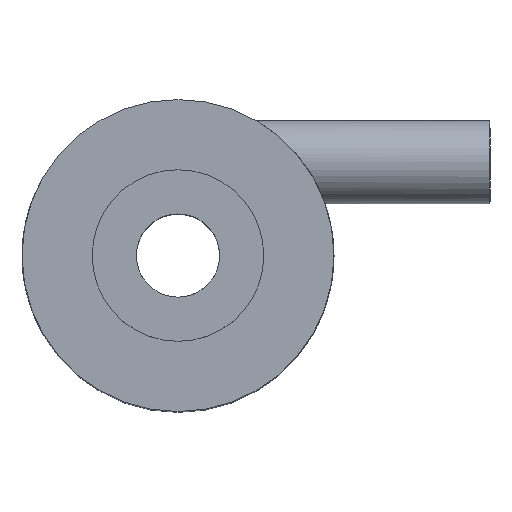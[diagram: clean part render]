
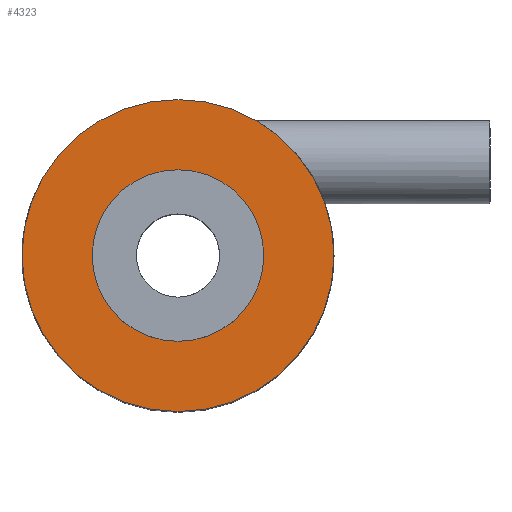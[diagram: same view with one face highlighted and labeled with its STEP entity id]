
A CAD part, top view. The second image highlights one B-rep face of the part: STEP entity #4323.
In plain terms, the highlighted planar face has unit normal (0, 0, 1).
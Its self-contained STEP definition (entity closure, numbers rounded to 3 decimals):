
#1803 = CYLINDRICAL_SURFACE('',#1804,15.);
#1804 = AXIS2_PLACEMENT_3D('',#1805,#1806,#1807);
#1805 = CARTESIAN_POINT('',(0.,0.,-25.));
#1806 = DIRECTION('',(0.,0.,1.));
#1807 = DIRECTION('',(0.,1.,0.));
#1875 = VERTEX_POINT('',#1876);
#1876 = CARTESIAN_POINT('',(0.,15.,23.));
#1899 = EDGE_CURVE('',#1875,#1875,#1900,.T.);
#1900 = SURFACE_CURVE('',#1901,(#1906,#1913),.PCURVE_S1.);
#1901 = CIRCLE('',#1902,15.);
#1902 = AXIS2_PLACEMENT_3D('',#1903,#1904,#1905);
#1903 = CARTESIAN_POINT('',(0.,0.,23.));
#1904 = DIRECTION('',(0.,0.,-1.));
#1905 = DIRECTION('',(0.,1.,0.));
#1906 = PCURVE('',#1803,#1907);
#1907 = DEFINITIONAL_REPRESENTATION('',(#1908),#1912);
#1908 = LINE('',#1909,#1910);
#1909 = CARTESIAN_POINT('',(-0.,48.));
#1910 = VECTOR('',#1911,1.);
#1911 = DIRECTION('',(-1.,0.));
#1912 = ( GEOMETRIC_REPRESENTATION_CONTEXT(2) 
PARAMETRIC_REPRESENTATION_CONTEXT() REPRESENTATION_CONTEXT('2D SPACE',''
  ) );
#1913 = PCURVE('',#1914,#1919);
#1914 = PLANE('',#1915);
#1915 = AXIS2_PLACEMENT_3D('',#1916,#1917,#1918);
#1916 = CARTESIAN_POINT('',(0.,0.,23.));
#1917 = DIRECTION('',(0.,0.,1.));
#1918 = DIRECTION('',(0.,-1.,0.));
#1919 = DEFINITIONAL_REPRESENTATION('',(#1920),#1928);
#1920 = ( BOUNDED_CURVE() B_SPLINE_CURVE(2,(#1921,#1922,#1923,#1924,
#1925,#1926,#1927),.UNSPECIFIED.,.T.,.F.) B_SPLINE_CURVE_WITH_KNOTS((1,2
    ,2,2,2,1),(-2.094,0.,2.094,4.189,
6.283,8.378),.UNSPECIFIED.) CURVE() 
GEOMETRIC_REPRESENTATION_ITEM() RATIONAL_B_SPLINE_CURVE((1.,0.5,1.,0.5,
1.,0.5,1.)) REPRESENTATION_ITEM('') );
#1921 = CARTESIAN_POINT('',(-15.,0.));
#1922 = CARTESIAN_POINT('',(-15.,25.981));
#1923 = CARTESIAN_POINT('',(7.5,12.99));
#1924 = CARTESIAN_POINT('',(30.,0.));
#1925 = CARTESIAN_POINT('',(7.5,-12.99));
#1926 = CARTESIAN_POINT('',(-15.,-25.981));
#1927 = CARTESIAN_POINT('',(-15.,0.));
#1928 = ( GEOMETRIC_REPRESENTATION_CONTEXT(2) 
PARAMETRIC_REPRESENTATION_CONTEXT() REPRESENTATION_CONTEXT('2D SPACE',''
  ) );
#4323 = ADVANCED_FACE('',(#4324,#4327),#1914,.T.);
#4324 = FACE_BOUND('',#4325,.F.);
#4325 = EDGE_LOOP('',(#4326));
#4326 = ORIENTED_EDGE('',*,*,#1899,.T.);
#4327 = FACE_BOUND('',#4328,.F.);
#4328 = EDGE_LOOP('',(#4329));
#4329 = ORIENTED_EDGE('',*,*,#4330,.F.);
#4330 = EDGE_CURVE('',#4331,#4331,#4333,.T.);
#4331 = VERTEX_POINT('',#4332);
#4332 = CARTESIAN_POINT('',(0.,8.25,23.));
#4333 = SURFACE_CURVE('',#4334,(#4339,#4350),.PCURVE_S1.);
#4334 = CIRCLE('',#4335,8.25);
#4335 = AXIS2_PLACEMENT_3D('',#4336,#4337,#4338);
#4336 = CARTESIAN_POINT('',(0.,0.,23.));
#4337 = DIRECTION('',(0.,0.,-1.));
#4338 = DIRECTION('',(0.,1.,0.));
#4339 = PCURVE('',#1914,#4340);
#4340 = DEFINITIONAL_REPRESENTATION('',(#4341),#4349);
#4341 = ( BOUNDED_CURVE() B_SPLINE_CURVE(2,(#4342,#4343,#4344,#4345,
#4346,#4347,#4348),.UNSPECIFIED.,.T.,.F.) B_SPLINE_CURVE_WITH_KNOTS((1,2
    ,2,2,2,1),(-2.094,0.,2.094,4.189,
6.283,8.378),.UNSPECIFIED.) CURVE() 
GEOMETRIC_REPRESENTATION_ITEM() RATIONAL_B_SPLINE_CURVE((1.,0.5,1.,0.5,
1.,0.5,1.)) REPRESENTATION_ITEM('') );
#4342 = CARTESIAN_POINT('',(-8.25,0.));
#4343 = CARTESIAN_POINT('',(-8.25,14.289));
#4344 = CARTESIAN_POINT('',(4.125,7.145));
#4345 = CARTESIAN_POINT('',(16.5,0.));
#4346 = CARTESIAN_POINT('',(4.125,-7.145));
#4347 = CARTESIAN_POINT('',(-8.25,-14.289));
#4348 = CARTESIAN_POINT('',(-8.25,0.));
#4349 = ( GEOMETRIC_REPRESENTATION_CONTEXT(2) 
PARAMETRIC_REPRESENTATION_CONTEXT() REPRESENTATION_CONTEXT('2D SPACE',''
  ) );
#4350 = PCURVE('',#4351,#4356);
#4351 = CYLINDRICAL_SURFACE('',#4352,8.25);
#4352 = AXIS2_PLACEMENT_3D('',#4353,#4354,#4355);
#4353 = CARTESIAN_POINT('',(0.,0.,23.));
#4354 = DIRECTION('',(0.,0.,1.));
#4355 = DIRECTION('',(0.,1.,0.));
#4356 = DEFINITIONAL_REPRESENTATION('',(#4357),#4361);
#4357 = LINE('',#4358,#4359);
#4358 = CARTESIAN_POINT('',(-0.,0.));
#4359 = VECTOR('',#4360,1.);
#4360 = DIRECTION('',(-1.,0.));
#4361 = ( GEOMETRIC_REPRESENTATION_CONTEXT(2) 
PARAMETRIC_REPRESENTATION_CONTEXT() REPRESENTATION_CONTEXT('2D SPACE',''
  ) );
